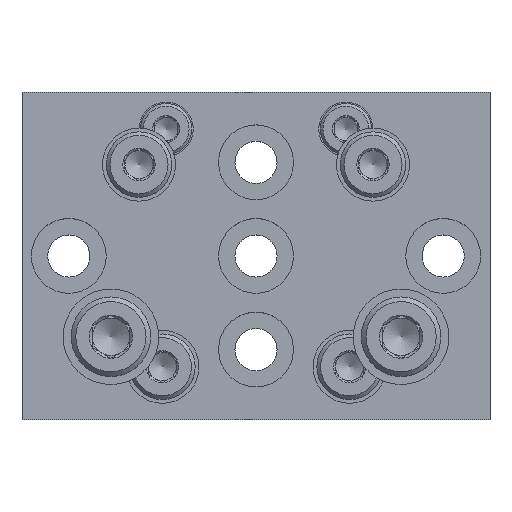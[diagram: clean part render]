
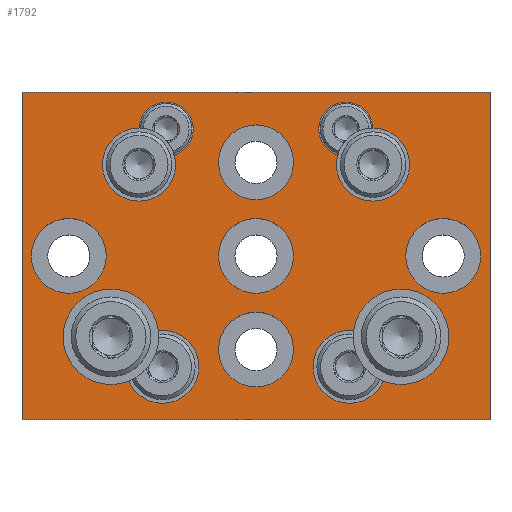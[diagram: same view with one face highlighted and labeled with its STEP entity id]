
A CAD part, top view. The second image highlights one B-rep face of the part: STEP entity #1792.
In plain terms, the highlighted planar face has unit normal (0, 0, 1).
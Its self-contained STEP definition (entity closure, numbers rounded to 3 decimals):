
#170=LINE('',#2947,#236);
#174=LINE('',#2956,#240);
#177=LINE('',#2962,#243);
#180=LINE('',#2968,#246);
#236=VECTOR('',#2322,1000.);
#240=VECTOR('',#2328,1000.);
#243=VECTOR('',#2333,1000.);
#246=VECTOR('',#2338,1000.);
#307=PLANE('',#2034);
#407=ORIENTED_EDGE('',*,*,#810,.F.);
#408=ORIENTED_EDGE('',*,*,#811,.F.);
#409=ORIENTED_EDGE('',*,*,#812,.F.);
#410=ORIENTED_EDGE('',*,*,#813,.F.);
#411=ORIENTED_EDGE('',*,*,#814,.F.);
#412=ORIENTED_EDGE('',*,*,#815,.F.);
#413=ORIENTED_EDGE('',*,*,#816,.F.);
#414=ORIENTED_EDGE('',*,*,#817,.F.);
#415=ORIENTED_EDGE('',*,*,#818,.F.);
#416=ORIENTED_EDGE('',*,*,#819,.F.);
#417=ORIENTED_EDGE('',*,*,#820,.F.);
#418=ORIENTED_EDGE('',*,*,#821,.F.);
#419=ORIENTED_EDGE('',*,*,#822,.F.);
#420=ORIENTED_EDGE('',*,*,#790,.T.);
#421=ORIENTED_EDGE('',*,*,#794,.T.);
#422=ORIENTED_EDGE('',*,*,#797,.T.);
#423=ORIENTED_EDGE('',*,*,#800,.T.);
#790=EDGE_CURVE('',#998,#999,#170,.T.);
#794=EDGE_CURVE('',#999,#1002,#174,.T.);
#797=EDGE_CURVE('',#1002,#1004,#177,.T.);
#800=EDGE_CURVE('',#1004,#998,#180,.T.);
#810=EDGE_CURVE('',#1014,#1014,#1159,.T.);
#811=EDGE_CURVE('',#1015,#1015,#1160,.T.);
#812=EDGE_CURVE('',#1016,#1016,#1161,.T.);
#813=EDGE_CURVE('',#1017,#1017,#1162,.T.);
#814=EDGE_CURVE('',#1018,#1018,#1163,.T.);
#815=EDGE_CURVE('',#1019,#1019,#1164,.T.);
#816=EDGE_CURVE('',#1020,#1020,#1165,.T.);
#817=EDGE_CURVE('',#1021,#1021,#1166,.T.);
#818=EDGE_CURVE('',#1022,#1022,#1167,.T.);
#819=EDGE_CURVE('',#1023,#1023,#1168,.T.);
#820=EDGE_CURVE('',#1024,#1024,#1169,.T.);
#821=EDGE_CURVE('',#1025,#1025,#1170,.T.);
#822=EDGE_CURVE('',#1026,#1026,#1171,.T.);
#998=VERTEX_POINT('',#2948);
#999=VERTEX_POINT('',#2949);
#1002=VERTEX_POINT('',#2957);
#1004=VERTEX_POINT('',#2963);
#1014=VERTEX_POINT('',#2989);
#1015=VERTEX_POINT('',#2991);
#1016=VERTEX_POINT('',#2993);
#1017=VERTEX_POINT('',#2995);
#1018=VERTEX_POINT('',#2997);
#1019=VERTEX_POINT('',#2999);
#1020=VERTEX_POINT('',#3001);
#1021=VERTEX_POINT('',#3003);
#1022=VERTEX_POINT('',#3005);
#1023=VERTEX_POINT('',#3007);
#1024=VERTEX_POINT('',#3009);
#1025=VERTEX_POINT('',#3011);
#1026=VERTEX_POINT('',#3013);
#1159=CIRCLE('',#2035,1.75);
#1160=CIRCLE('',#2036,1.75);
#1161=CIRCLE('',#2037,2.25);
#1162=CIRCLE('',#2038,2.25);
#1163=CIRCLE('',#2039,2.75);
#1164=CIRCLE('',#2040,2.75);
#1165=CIRCLE('',#2041,2.25);
#1166=CIRCLE('',#2042,2.25);
#1167=CIRCLE('',#2043,4.);
#1168=CIRCLE('',#2044,4.);
#1169=CIRCLE('',#2045,4.);
#1170=CIRCLE('',#2046,4.);
#1171=CIRCLE('',#2047,4.);
#1293=EDGE_LOOP('',(#407));
#1294=EDGE_LOOP('',(#408));
#1295=EDGE_LOOP('',(#409));
#1296=EDGE_LOOP('',(#410));
#1297=EDGE_LOOP('',(#411));
#1298=EDGE_LOOP('',(#412));
#1299=EDGE_LOOP('',(#413));
#1300=EDGE_LOOP('',(#414));
#1301=EDGE_LOOP('',(#415));
#1302=EDGE_LOOP('',(#416));
#1303=EDGE_LOOP('',(#417));
#1304=EDGE_LOOP('',(#418));
#1305=EDGE_LOOP('',(#419));
#1306=EDGE_LOOP('',(#420,#421,#422,#423));
#1535=FACE_BOUND('',#1293,.T.);
#1536=FACE_BOUND('',#1294,.T.);
#1537=FACE_BOUND('',#1295,.T.);
#1538=FACE_BOUND('',#1296,.T.);
#1539=FACE_BOUND('',#1297,.T.);
#1540=FACE_BOUND('',#1298,.T.);
#1541=FACE_BOUND('',#1299,.T.);
#1542=FACE_BOUND('',#1300,.T.);
#1543=FACE_BOUND('',#1301,.T.);
#1544=FACE_BOUND('',#1302,.T.);
#1545=FACE_BOUND('',#1303,.T.);
#1546=FACE_BOUND('',#1304,.T.);
#1547=FACE_BOUND('',#1305,.T.);
#1548=FACE_BOUND('',#1306,.T.);
#1792=ADVANCED_FACE('',(#1535,#1536,#1537,#1538,#1539,#1540,#1541,#1542,
#1543,#1544,#1545,#1546,#1547,#1548),#307,.T.);
#2034=AXIS2_PLACEMENT_3D('',#2987,#2358,#2359);
#2035=AXIS2_PLACEMENT_3D('',#2988,#2360,#2361);
#2036=AXIS2_PLACEMENT_3D('',#2990,#2362,#2363);
#2037=AXIS2_PLACEMENT_3D('',#2992,#2364,#2365);
#2038=AXIS2_PLACEMENT_3D('',#2994,#2366,#2367);
#2039=AXIS2_PLACEMENT_3D('',#2996,#2368,#2369);
#2040=AXIS2_PLACEMENT_3D('',#2998,#2370,#2371);
#2041=AXIS2_PLACEMENT_3D('',#3000,#2372,#2373);
#2042=AXIS2_PLACEMENT_3D('',#3002,#2374,#2375);
#2043=AXIS2_PLACEMENT_3D('',#3004,#2376,#2377);
#2044=AXIS2_PLACEMENT_3D('',#3006,#2378,#2379);
#2045=AXIS2_PLACEMENT_3D('',#3008,#2380,#2381);
#2046=AXIS2_PLACEMENT_3D('',#3010,#2382,#2383);
#2047=AXIS2_PLACEMENT_3D('',#3012,#2384,#2385);
#2322=DIRECTION('',(-1.,0.,0.));
#2328=DIRECTION('',(0.,-1.,0.));
#2333=DIRECTION('',(1.,0.,0.));
#2338=DIRECTION('',(0.,1.,0.));
#2358=DIRECTION('',(0.,0.,1.));
#2359=DIRECTION('',(1.,0.,0.));
#2360=DIRECTION('',(0.,0.,1.));
#2361=DIRECTION('',(1.,0.,0.));
#2362=DIRECTION('',(0.,0.,1.));
#2363=DIRECTION('',(1.,0.,0.));
#2364=DIRECTION('',(0.,0.,1.));
#2365=DIRECTION('',(1.,0.,0.));
#2366=DIRECTION('',(0.,0.,1.));
#2367=DIRECTION('',(1.,0.,0.));
#2368=DIRECTION('',(0.,0.,1.));
#2369=DIRECTION('',(1.,0.,0.));
#2370=DIRECTION('',(0.,0.,1.));
#2371=DIRECTION('',(1.,0.,0.));
#2372=DIRECTION('',(0.,0.,1.));
#2373=DIRECTION('',(1.,0.,0.));
#2374=DIRECTION('',(0.,0.,1.));
#2375=DIRECTION('',(1.,0.,0.));
#2376=DIRECTION('',(0.,0.,1.));
#2377=DIRECTION('',(1.,0.,0.));
#2378=DIRECTION('',(0.,0.,1.));
#2379=DIRECTION('',(1.,0.,0.));
#2380=DIRECTION('',(0.,0.,1.));
#2381=DIRECTION('',(1.,0.,0.));
#2382=DIRECTION('',(0.,0.,1.));
#2383=DIRECTION('',(1.,0.,0.));
#2384=DIRECTION('',(0.,0.,1.));
#2385=DIRECTION('',(1.,0.,0.));
#2947=CARTESIAN_POINT('',(25.,17.5,0.));
#2948=CARTESIAN_POINT('',(25.,17.5,0.));
#2949=CARTESIAN_POINT('',(-25.,17.5,0.));
#2956=CARTESIAN_POINT('',(-25.,17.5,0.));
#2957=CARTESIAN_POINT('',(-25.,-17.5,0.));
#2962=CARTESIAN_POINT('',(-25.,-17.5,0.));
#2963=CARTESIAN_POINT('',(25.,-17.5,0.));
#2968=CARTESIAN_POINT('',(25.,-17.5,0.));
#2987=CARTESIAN_POINT('',(0.,0.,0.));
#2988=CARTESIAN_POINT('',(-9.6,13.5,0.));
#2989=CARTESIAN_POINT('',(-7.85,13.5,0.));
#2990=CARTESIAN_POINT('',(9.6,13.5,0.));
#2991=CARTESIAN_POINT('',(11.35,13.5,0.));
#2992=CARTESIAN_POINT('',(12.5,9.7,0.));
#2993=CARTESIAN_POINT('',(14.75,9.7,0.));
#2994=CARTESIAN_POINT('',(-12.5,9.7,0.));
#2995=CARTESIAN_POINT('',(-10.25,9.7,0.));
#2996=CARTESIAN_POINT('',(-15.5,-8.7,0.));
#2997=CARTESIAN_POINT('',(-12.75,-8.7,0.));
#2998=CARTESIAN_POINT('',(15.5,-8.7,0.));
#2999=CARTESIAN_POINT('',(18.25,-8.7,0.));
#3000=CARTESIAN_POINT('',(-10.,-11.9,0.));
#3001=CARTESIAN_POINT('',(-7.75,-11.9,0.));
#3002=CARTESIAN_POINT('',(10.,-11.9,0.));
#3003=CARTESIAN_POINT('',(12.25,-11.9,0.));
#3004=CARTESIAN_POINT('',(0.,10.,0.));
#3005=CARTESIAN_POINT('',(4.,10.,0.));
#3006=CARTESIAN_POINT('',(0.,-10.,0.));
#3007=CARTESIAN_POINT('',(4.,-10.,0.));
#3008=CARTESIAN_POINT('',(0.,0.,0.));
#3009=CARTESIAN_POINT('',(4.,0.,0.));
#3010=CARTESIAN_POINT('',(-20.,0.,0.));
#3011=CARTESIAN_POINT('',(-16.,0.,0.));
#3012=CARTESIAN_POINT('',(20.,0.,0.));
#3013=CARTESIAN_POINT('',(24.,0.,0.));
